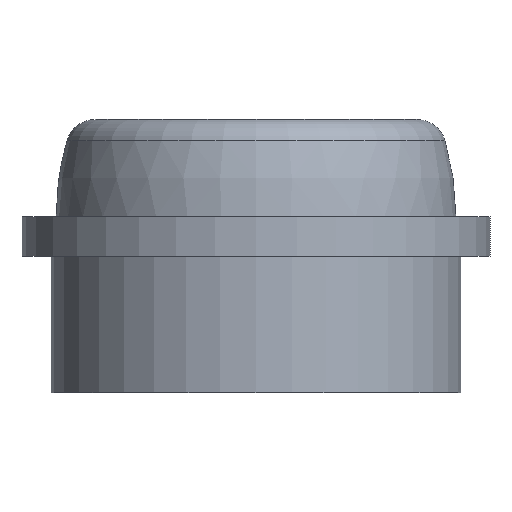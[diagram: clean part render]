
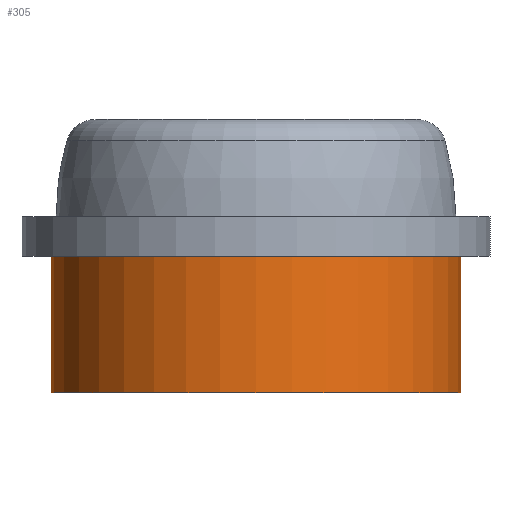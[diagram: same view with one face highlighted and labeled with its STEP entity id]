
A CAD part, front view. The second image highlights one B-rep face of the part: STEP entity #305.
In plain terms, the highlighted cylindrical face has radius 10.5 mm (diameter 21 mm), a full revolution.
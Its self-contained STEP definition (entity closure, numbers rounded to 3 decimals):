
#189=CARTESIAN_POINT('',(-10.5,0.,0.0));
#190=VERTEX_POINT('',#189);
#191=CARTESIAN_POINT('',(0.0,0.0,0.0));
#192=DIRECTION('',(0.0,0.0,-1.0));
#193=DIRECTION('',(1.0,0.0,0.0));
#194=AXIS2_PLACEMENT_3D('',#191,#192,#193);
#195=CIRCLE('',#194,10.5);
#196=EDGE_CURVE('',#190,#190,#195,.T.);
#286=CARTESIAN_POINT('',(0.0,0.0,0.0));
#287=DIRECTION('',(0.0,0.0,1.0));
#288=DIRECTION('',(1.0,0.0,0.0));
#289=AXIS2_PLACEMENT_3D('',#286,#287,#288);
#290=CYLINDRICAL_SURFACE('',#289,10.5);
#291=CARTESIAN_POINT('',(-10.5,0.,7.));
#292=VERTEX_POINT('',#291);
#293=CARTESIAN_POINT('',(0.0,0.0,7.));
#294=DIRECTION('',(0.0,0.0,-1.0));
#295=DIRECTION('',(1.0,0.0,0.0));
#296=AXIS2_PLACEMENT_3D('',#293,#294,#295);
#297=CIRCLE('',#296,10.5);
#298=EDGE_CURVE('',#292,#292,#297,.T.);
#299=ORIENTED_EDGE('',*,*,#298,.T.);
#300=EDGE_LOOP('',(#299));
#301=FACE_OUTER_BOUND('',#300,.T.);
#302=ORIENTED_EDGE('',*,*,#196,.F.);
#303=EDGE_LOOP('',(#302));
#304=FACE_BOUND('',#303,.T.);
#305=ADVANCED_FACE('',(#301,#304),#290,.T.);
